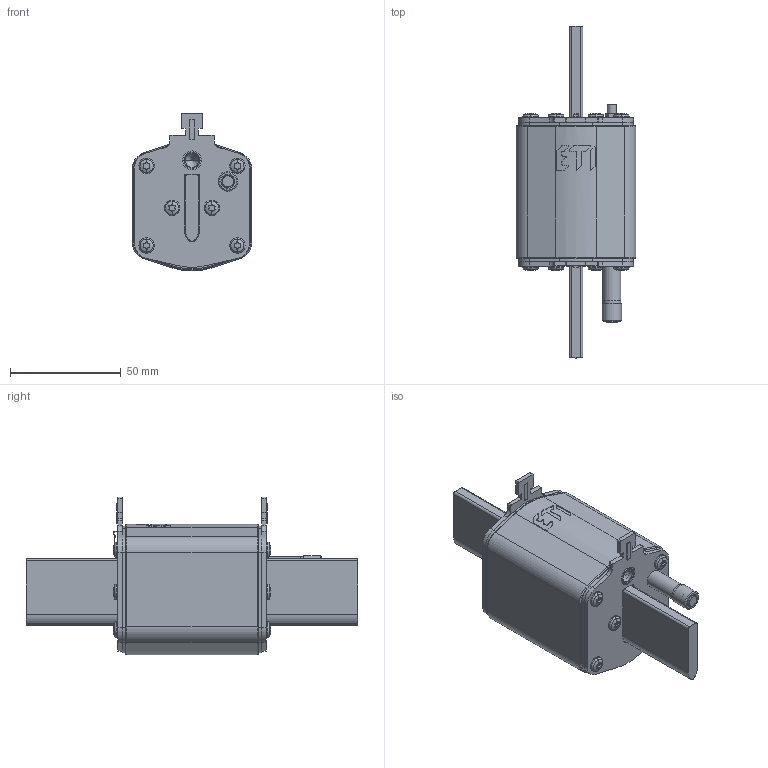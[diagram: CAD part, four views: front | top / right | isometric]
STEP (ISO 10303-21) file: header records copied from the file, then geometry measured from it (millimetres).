
FILE_DESCRIPTION((''),'2;1');
FILE_NAME('004724280_ASM','2022-08-09T11:42:09',('said.beganovic'),('Audax d.o.o.'),'CREO PARAMETRIC BY PTC INC, 2021304','CREO PARAMETRIC BY PTC INC, 2021304','');
FILE_SCHEMA(('AUTOMOTIVE_DESIGN { 1 0 10303 214 1 1 1 1 }'));
Length unit declared in the file: millimetre
Products named in the file (19): 0000041091_1; 0000018281_1-10858; 0000017639_AF0_1; 0000017520_AF0_5; 0000018143_ASM_1_ASM; 0000018222_1; 0000018221_1; 0000031301_1; 0000016201_1; 0000017080_1; 0000016319_1; 0000016479_1; 0000016339_1; 0000016359_1; 0000016342_AF1_1; 0000016442_AF1_ASM_4_ASM; 0000016381_1-44045; 004724280_ASM_5_ASM; 004724280_ASM
Assembly tree (32 placements, depth 4):
  004724280_ASM
    004724280_ASM_5_ASM
      0000041091_1
      0000018281_1-10858  x2
      0000018143_ASM_1_ASM  x2
        0000017639_AF0_1
        0000017520_AF0_5
      0000018222_1
      0000018221_1
      0000031301_1  x12
      0000016201_1
      0000017080_1  x2
      0000016442_AF1_ASM_4_ASM
        0000016319_1
        0000016479_1
        0000016339_1
        0000016359_1
        0000016342_AF1_1
      0000016381_1-44045
Bounding box: 54 x 150 x 71.4 mm (x, y, z)
Volume: 210258.1 mm3; surface area: 63406.2 mm2
Topology: 30 solids, 60 shells, 1055 faces, 2891 edges, 1903 vertices
Faces by surface type: cylinder 550, plane 275, cone 96, torus 76, bspline 34, sphere 24
Entity records: 45410 total; most frequent: CARTESIAN_POINT 17992, DIRECTION 3586, ORIENTED_EDGE 3128, EDGE_CURVE 1599, PRESENTATION_STYLE_ASSIGNMENT 1436, AXIS2_PLACEMENT_3D 1412, STYLED_ITEM 1385, CURVE_STYLE 1209
